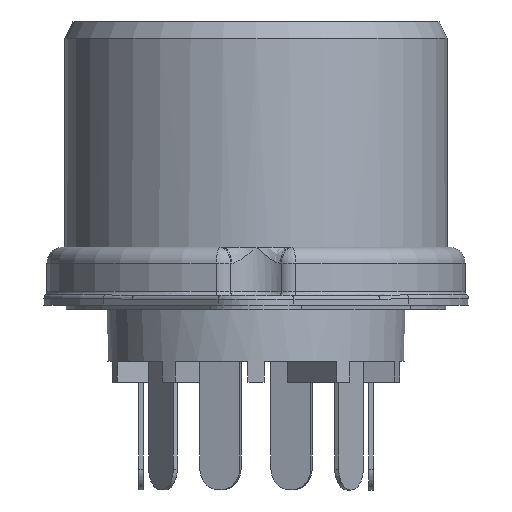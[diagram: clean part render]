
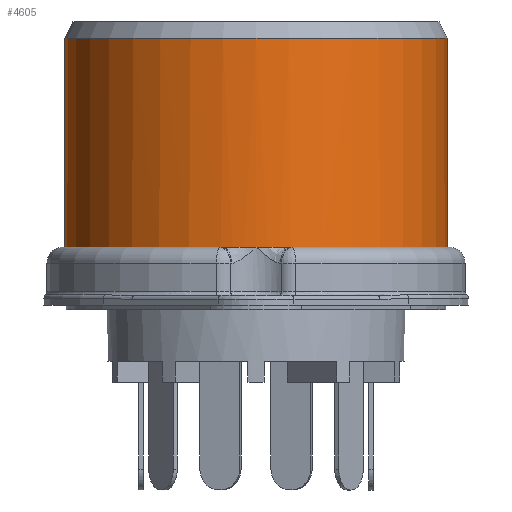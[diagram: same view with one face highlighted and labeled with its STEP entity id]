
A CAD part, front view. The second image highlights one B-rep face of the part: STEP entity #4605.
In plain terms, the highlighted cylindrical face has radius 11.9 mm (diameter 23.8 mm), a full revolution.
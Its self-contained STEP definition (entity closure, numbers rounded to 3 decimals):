
#376=CYLINDRICAL_SURFACE('',#4930,11.9);
#453=FACE_OUTER_BOUND('',#740,.T.);
#740=EDGE_LOOP('',(#3257,#3258,#3259,#3260,#3261,#3262,#3263,#3264,#3265,
#3266));
#1062=LINE('',#6919,#1486);
#1486=VECTOR('',#5458,11.9);
#1910=CIRCLE('',#4929,11.9);
#1911=CIRCLE('',#4931,11.9);
#1912=CIRCLE('',#4932,11.9);
#1913=CIRCLE('',#4933,11.9);
#1914=CIRCLE('',#4934,11.9);
#1915=CIRCLE('',#4935,11.9);
#1916=CIRCLE('',#4936,11.9);
#1917=CIRCLE('',#4937,11.9);
#2146=VERTEX_POINT('',#6914);
#2147=VERTEX_POINT('',#6918);
#2148=VERTEX_POINT('',#6920);
#2149=VERTEX_POINT('',#6922);
#2150=VERTEX_POINT('',#6924);
#2151=VERTEX_POINT('',#6926);
#2152=VERTEX_POINT('',#6928);
#2153=VERTEX_POINT('',#6930);
#2580=EDGE_CURVE('',#2146,#2146,#1910,.T.);
#2581=EDGE_CURVE('',#2146,#2147,#1062,.T.);
#2582=EDGE_CURVE('',#2148,#2147,#1911,.T.);
#2583=EDGE_CURVE('',#2149,#2148,#1912,.T.);
#2584=EDGE_CURVE('',#2150,#2149,#1913,.T.);
#2585=EDGE_CURVE('',#2151,#2150,#1914,.T.);
#2586=EDGE_CURVE('',#2152,#2151,#1915,.T.);
#2587=EDGE_CURVE('',#2153,#2152,#1916,.T.);
#2588=EDGE_CURVE('',#2147,#2153,#1917,.T.);
#3257=ORIENTED_EDGE('',*,*,#2580,.F.);
#3258=ORIENTED_EDGE('',*,*,#2581,.T.);
#3259=ORIENTED_EDGE('',*,*,#2582,.F.);
#3260=ORIENTED_EDGE('',*,*,#2583,.F.);
#3261=ORIENTED_EDGE('',*,*,#2584,.F.);
#3262=ORIENTED_EDGE('',*,*,#2585,.F.);
#3263=ORIENTED_EDGE('',*,*,#2586,.F.);
#3264=ORIENTED_EDGE('',*,*,#2587,.F.);
#3265=ORIENTED_EDGE('',*,*,#2588,.F.);
#3266=ORIENTED_EDGE('',*,*,#2581,.F.);
#4605=ADVANCED_FACE('',(#453),#376,.T.);
#4929=AXIS2_PLACEMENT_3D('',#6916,#5454,#5455);
#4930=AXIS2_PLACEMENT_3D('',#6917,#5456,#5457);
#4931=AXIS2_PLACEMENT_3D('',#6921,#5459,#5460);
#4932=AXIS2_PLACEMENT_3D('',#6923,#5461,#5462);
#4933=AXIS2_PLACEMENT_3D('',#6925,#5463,#5464);
#4934=AXIS2_PLACEMENT_3D('',#6927,#5465,#5466);
#4935=AXIS2_PLACEMENT_3D('',#6929,#5467,#5468);
#4936=AXIS2_PLACEMENT_3D('',#6931,#5469,#5470);
#4937=AXIS2_PLACEMENT_3D('',#6932,#5471,#5472);
#5454=DIRECTION('center_axis',(0.,0.,1.));
#5455=DIRECTION('ref_axis',(-1.,0.,0.));
#5456=DIRECTION('center_axis',(0.,0.,1.));
#5457=DIRECTION('ref_axis',(-1.,0.,0.));
#5458=DIRECTION('',(0.,0.,-1.));
#5459=DIRECTION('center_axis',(0.,0.,-1.));
#5460=DIRECTION('ref_axis',(-1.,0.,0.));
#5461=DIRECTION('center_axis',(0.,0.,-1.));
#5462=DIRECTION('ref_axis',(-1.,0.,0.));
#5463=DIRECTION('center_axis',(0.,0.,-1.));
#5464=DIRECTION('ref_axis',(-1.,0.,0.));
#5465=DIRECTION('center_axis',(0.,0.,-1.));
#5466=DIRECTION('ref_axis',(-1.,0.,0.));
#5467=DIRECTION('center_axis',(0.,0.,-1.));
#5468=DIRECTION('ref_axis',(-1.,0.,0.));
#5469=DIRECTION('center_axis',(0.,0.,-1.));
#5470=DIRECTION('ref_axis',(-1.,0.,0.));
#5471=DIRECTION('center_axis',(0.,0.,-1.));
#5472=DIRECTION('ref_axis',(-1.,0.,0.));
#6914=CARTESIAN_POINT('',(11.9,0.,16.6));
#6916=CARTESIAN_POINT('Origin',(0.,0.,16.6));
#6917=CARTESIAN_POINT('Origin',(0.,0.,3.6));
#6918=CARTESIAN_POINT('',(11.9,0.,3.6));
#6919=CARTESIAN_POINT('',(11.9,0.,3.6));
#6920=CARTESIAN_POINT('',(2.173,11.7,3.6));
#6921=CARTESIAN_POINT('Origin',(0.,0.,3.6));
#6922=CARTESIAN_POINT('',(0.,11.9,3.6));
#6923=CARTESIAN_POINT('Origin',(0.,0.,3.6));
#6924=CARTESIAN_POINT('',(-2.173,11.7,3.6));
#6925=CARTESIAN_POINT('Origin',(0.,0.,3.6));
#6926=CARTESIAN_POINT('',(-2.173,-11.7,3.6));
#6927=CARTESIAN_POINT('Origin',(0.,0.,3.6));
#6928=CARTESIAN_POINT('',(0.,-11.9,3.6));
#6929=CARTESIAN_POINT('Origin',(0.,0.,3.6));
#6930=CARTESIAN_POINT('',(2.173,-11.7,3.6));
#6931=CARTESIAN_POINT('Origin',(0.,0.,3.6));
#6932=CARTESIAN_POINT('Origin',(0.,0.,3.6));
